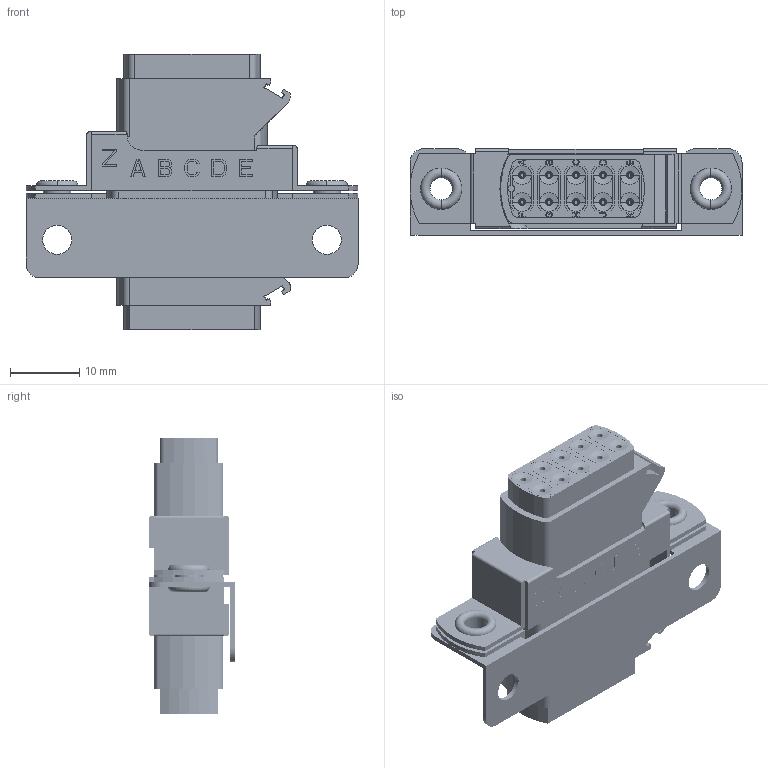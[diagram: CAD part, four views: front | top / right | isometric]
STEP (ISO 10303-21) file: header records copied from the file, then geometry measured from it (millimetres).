
FILE_DESCRIPTION((''),'2;1');
FILE_NAME('00114520102Z','2020-09-21T',('presta_be4'),(''),'CREO PARAMETRIC BY PTC INC, 2018360','CREO PARAMETRIC BY PTC INC, 2018360','');
FILE_SCHEMA(('CONFIG_CONTROL_DESIGN'));
Products named in the file (1): 00114520102Z
Bounding box: 48 x 12.5 x 39.9 mm (x, y, z)
Volume: 7369.2 mm3; surface area: 15505.4 mm2
Topology: 28 solids, 28 shells, 3808 faces, 9922 edges, 6346 vertices
Faces by surface type: plane 2004, cylinder 846, torus 530, cone 348, bspline 80
Entity records: 129964 total; most frequent: CARTESIAN_POINT 34368, DIRECTION 20512, ORIENTED_EDGE 19844, EDGE_CURVE 9922, AXIS2_PLACEMENT_3D 7578, VERTEX_POINT 6346, VECTOR 5356, LINE 5356
